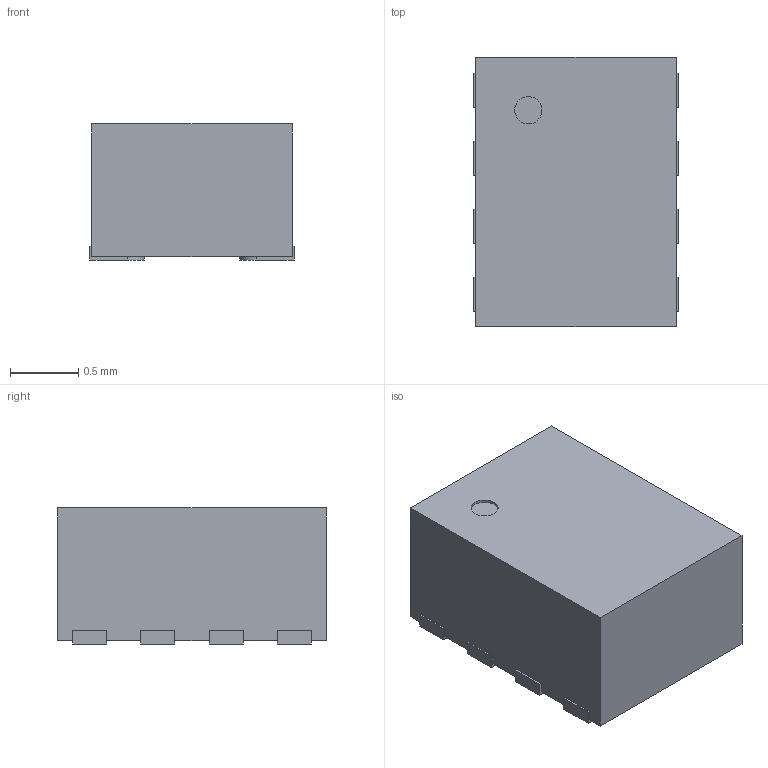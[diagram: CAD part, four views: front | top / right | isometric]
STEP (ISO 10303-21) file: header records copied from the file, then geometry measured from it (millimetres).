
FILE_DESCRIPTION(/* description */ ('model of Texas_VSON-HR-8_1.5x2mm_P0.5mm'),/* implementation_level */ '2;1');
FILE_NAME(/* name */ 'Texas_VSON-HR-8_1.5x2mm_P0.5mm.step',/* time_stamp */ '2024-03-01T00:02:21',/* author */ ('KiCAD','kicad'),/* organization */ ('OCCT'),/* preprocessor_version */ '',/* originating_system */ 'KiCAD',/* authorisation */ '');
FILE_SCHEMA(('AUTOMOTIVE_DESIGN { 1 0 10303 214 1 1 1 1 }'));
Length unit declared in the file: millimetre
Products named in the file (1): Texas_VSON-HR-8_1.5x2mm_P0.5mm
Bounding box: 1.5 x 1.98 x 1 mm (x, y, z)
Volume: 2.9 mm3; surface area: 12.9 mm2
Topology: 1 solids, 1 shells, 56 faces, 159 edges, 106 vertices
Faces by surface type: plane 47, cylinder 9
Full cylindrical faces by diameter (mm): 0.2 x1
Entity records: 2319 total; most frequent: CARTESIAN_POINT 322, ORIENTED_EDGE 318, DIRECTION 291, EDGE_CURVE 159, LINE 141, VECTOR 141, VERTEX_POINT 106, AXIS2_PLACEMENT_3D 75
